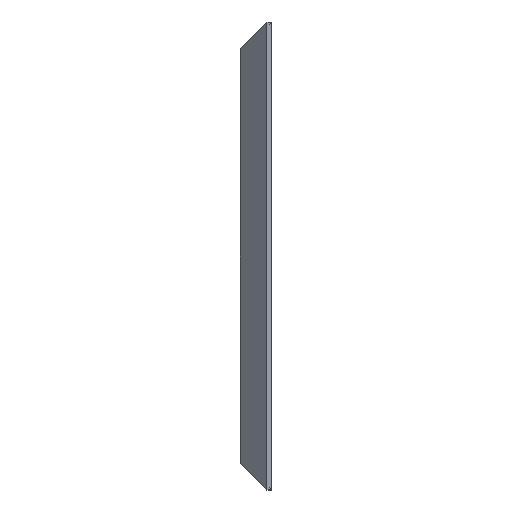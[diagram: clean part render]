
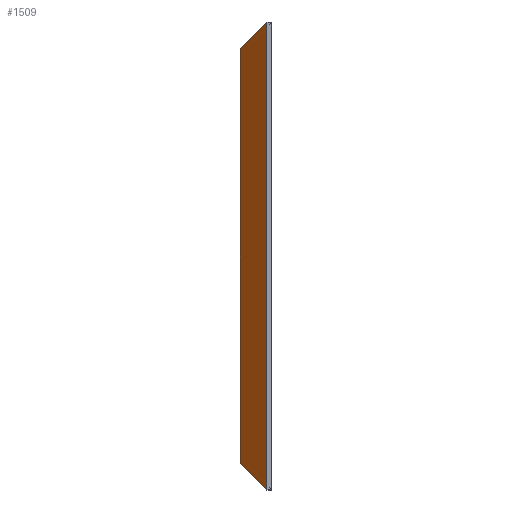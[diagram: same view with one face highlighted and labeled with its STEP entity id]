
A CAD part, left-side view. The second image highlights one B-rep face of the part: STEP entity #1509.
In plain terms, the highlighted planar face has unit normal (-0.707, 0.707, 0).
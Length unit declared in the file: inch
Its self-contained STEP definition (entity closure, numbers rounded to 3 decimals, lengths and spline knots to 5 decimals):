
#6 = ORIENTED_EDGE ( 'NONE', *, *, #38, .F. ) ;
#24 = EDGE_CURVE ( 'NONE', #1542, #1494, #563, .T. ) ;
#30 = VERTEX_POINT ( 'NONE', #673 ) ;
#38 = EDGE_CURVE ( 'NONE', #30, #42, #640, .T. ) ;
#42 = VERTEX_POINT ( 'NONE', #632 ) ;
#560 = DIRECTION ( 'NONE',  ( 0., 0., 1. ) ) ;
#561 = VECTOR ( 'NONE', #560, 39.37008 ) ;
#562 = CARTESIAN_POINT ( 'NONE',  ( -2.285, -0.13, -1.41 ) ) ;
#563 = LINE ( 'NONE', #562, #561 ) ;
#632 = CARTESIAN_POINT ( 'NONE',  ( -2.125, 0.03, 1.25 ) ) ;
#637 = DIRECTION ( 'NONE',  ( 0., 0., 1. ) ) ;
#638 = VECTOR ( 'NONE', #637, 39.37008 ) ;
#639 = CARTESIAN_POINT ( 'NONE',  ( -2.125, 0.03, -1.25 ) ) ;
#640 = LINE ( 'NONE', #639, #638 ) ;
#673 = CARTESIAN_POINT ( 'NONE',  ( -2.125, 0.03, -1.25 ) ) ;
#1046 = DIRECTION ( 'NONE',  ( 0.707, -0.707, 0. ) ) ;
#1047 = CARTESIAN_POINT ( 'NONE',  ( -2.34393, -0.18893, -1.46893 ) ) ;
#1048 = AXIS2_PLACEMENT_3D ( 'NONE', #1047, #1046, #1078 ) ;
#1078 = DIRECTION ( 'NONE',  ( 0.707, 0.707, 0. ) ) ;
#1083 = PLANE ( 'NONE',  #1048 ) ;
#1084 = FACE_OUTER_BOUND ( 'NONE', #1510, .T. ) ;
#1130 = CARTESIAN_POINT ( 'NONE',  ( -2.285, -0.13, -1.41 ) ) ;
#1131 = DIRECTION ( 'NONE',  ( 0.577, 0.577, 0.577 ) ) ;
#1132 = VECTOR ( 'NONE', #1131, 39.37008 ) ;
#1133 = CARTESIAN_POINT ( 'NONE',  ( -2.34393, -0.18893, -1.46893 ) ) ;
#1134 = LINE ( 'NONE', #1133, #1132 ) ;
#1157 = DIRECTION ( 'NONE',  ( -0.577, -0.577, 0.577 ) ) ;
#1158 = VECTOR ( 'NONE', #1157, 39.37008 ) ;
#1159 = CARTESIAN_POINT ( 'NONE',  ( -1.36464, 0.79036, 0.48964 ) ) ;
#1160 = LINE ( 'NONE', #1159, #1158 ) ;
#1348 = CARTESIAN_POINT ( 'NONE',  ( -2.285, -0.13, 1.41 ) ) ;
#1494 = VERTEX_POINT ( 'NONE', #1348 ) ;
#1509 = ADVANCED_FACE ( 'NONE', ( #1084 ), #1083, .F. ) ;
#1510 = EDGE_LOOP ( 'NONE', ( #1511, #6, #1540, #1543 ) ) ;
#1511 = ORIENTED_EDGE ( 'NONE', *, *, #1525, .F. ) ;
#1525 = EDGE_CURVE ( 'NONE', #42, #1494, #1160, .T. ) ;
#1540 = ORIENTED_EDGE ( 'NONE', *, *, #1541, .F. ) ;
#1541 = EDGE_CURVE ( 'NONE', #1542, #30, #1134, .T. ) ;
#1542 = VERTEX_POINT ( 'NONE', #1130 ) ;
#1543 = ORIENTED_EDGE ( 'NONE', *, *, #24, .T. ) ;
